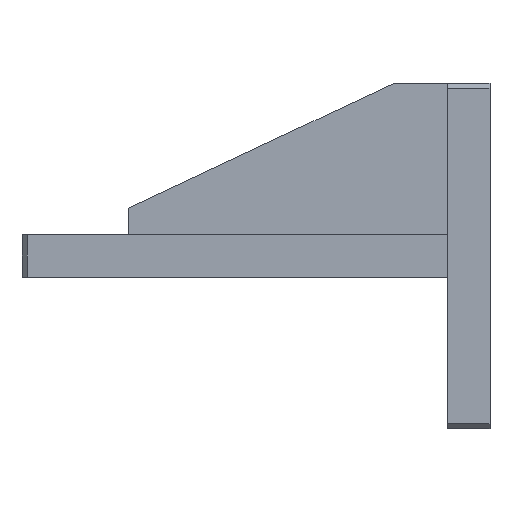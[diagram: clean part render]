
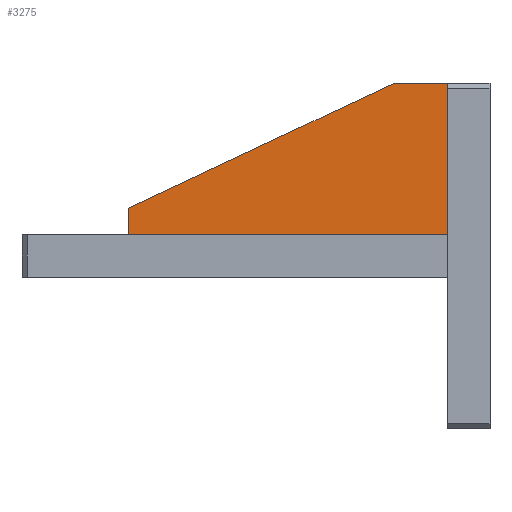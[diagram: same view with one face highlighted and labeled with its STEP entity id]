
A CAD part, left-side view. The second image highlights one B-rep face of the part: STEP entity #3275.
In plain terms, the highlighted planar face has unit normal (-1, 0, 0).
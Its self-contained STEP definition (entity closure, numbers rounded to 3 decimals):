
#99 = CARTESIAN_POINT ( 'NONE',  ( -10.594, 56.278, 69. ) ) ;
#122 = VERTEX_POINT ( 'NONE', #99 ) ;
#240 = LINE ( 'NONE', #6700, #825 ) ;
#251 = DIRECTION ( 'NONE',  ( 0., 1., 0. ) ) ;
#540 = VECTOR ( 'NONE', #1820, 1000. ) ;
#825 = VECTOR ( 'NONE', #2407, 1000. ) ;
#908 = ORIENTED_EDGE ( 'NONE', *, *, #6083, .T. ) ;
#1071 = LINE ( 'NONE', #1458, #2225 ) ;
#1119 = EDGE_LOOP ( 'NONE', ( #7989, #7249, #908, #4577, #2324 ) ) ;
#1458 = CARTESIAN_POINT ( 'NONE',  ( -10.594, 6.278, 97.5 ) ) ;
#1820 = DIRECTION ( 'NONE',  ( 0., 0.905, -0.425 ) ) ;
#1902 = FACE_OUTER_BOUND ( 'NONE', #1119, .T. ) ;
#1905 = CARTESIAN_POINT ( 'NONE',  ( -10.594, -3.722, 69. ) ) ;
#1915 = EDGE_CURVE ( 'NONE', #6591, #3366, #1071, .T. ) ;
#2033 = CARTESIAN_POINT ( 'NONE',  ( -10.594, 6.278, 97.5 ) ) ;
#2225 = VECTOR ( 'NONE', #251, 1000. ) ;
#2324 = ORIENTED_EDGE ( 'NONE', *, *, #6295, .T. ) ;
#2376 = VECTOR ( 'NONE', #3848, 1000. ) ;
#2407 = DIRECTION ( 'NONE',  ( 0., 0., 1. ) ) ;
#3088 = PLANE ( 'NONE',  #5846 ) ;
#3112 = CARTESIAN_POINT ( 'NONE',  ( -10.594, -3.722, 69. ) ) ;
#3156 = LINE ( 'NONE', #3112, #2376 ) ;
#3275 = ADVANCED_FACE ( 'NONE', ( #1902 ), #3088, .F. ) ;
#3366 = VERTEX_POINT ( 'NONE', #2033 ) ;
#3843 = LINE ( 'NONE', #4836, #540 ) ;
#3848 = DIRECTION ( 'NONE',  ( 0., -1., 0. ) ) ;
#4577 = ORIENTED_EDGE ( 'NONE', *, *, #7429, .T. ) ;
#4819 = CARTESIAN_POINT ( 'NONE',  ( -10.594, 56.278, 74. ) ) ;
#4836 = CARTESIAN_POINT ( 'NONE',  ( -10.594, 56.278, 74. ) ) ;
#4847 = DIRECTION ( 'NONE',  ( 0., 0., -1. ) ) ;
#4960 = VERTEX_POINT ( 'NONE', #4819 ) ;
#5450 = CARTESIAN_POINT ( 'NONE',  ( -10.594, -3.722, 97.5 ) ) ;
#5579 = VERTEX_POINT ( 'NONE', #6508 ) ;
#5846 = AXIS2_PLACEMENT_3D ( 'NONE', #1905, #7423, #6209 ) ;
#6033 = CARTESIAN_POINT ( 'NONE',  ( -10.594, 56.278, 69. ) ) ;
#6083 = EDGE_CURVE ( 'NONE', #3366, #4960, #3843, .T. ) ;
#6154 = EDGE_CURVE ( 'NONE', #5579, #6591, #240, .T. ) ;
#6209 = DIRECTION ( 'NONE',  ( 0., 1., 0. ) ) ;
#6295 = EDGE_CURVE ( 'NONE', #122, #5579, #3156, .T. ) ;
#6508 = CARTESIAN_POINT ( 'NONE',  ( -10.594, -3.722, 69. ) ) ;
#6591 = VERTEX_POINT ( 'NONE', #5450 ) ;
#6700 = CARTESIAN_POINT ( 'NONE',  ( -10.594, -3.722, 97.5 ) ) ;
#7249 = ORIENTED_EDGE ( 'NONE', *, *, #1915, .T. ) ;
#7313 = VECTOR ( 'NONE', #4847, 1000. ) ;
#7423 = DIRECTION ( 'NONE',  ( 1., 0., 0. ) ) ;
#7429 = EDGE_CURVE ( 'NONE', #4960, #122, #7588, .T. ) ;
#7588 = LINE ( 'NONE', #6033, #7313 ) ;
#7989 = ORIENTED_EDGE ( 'NONE', *, *, #6154, .T. ) ;
